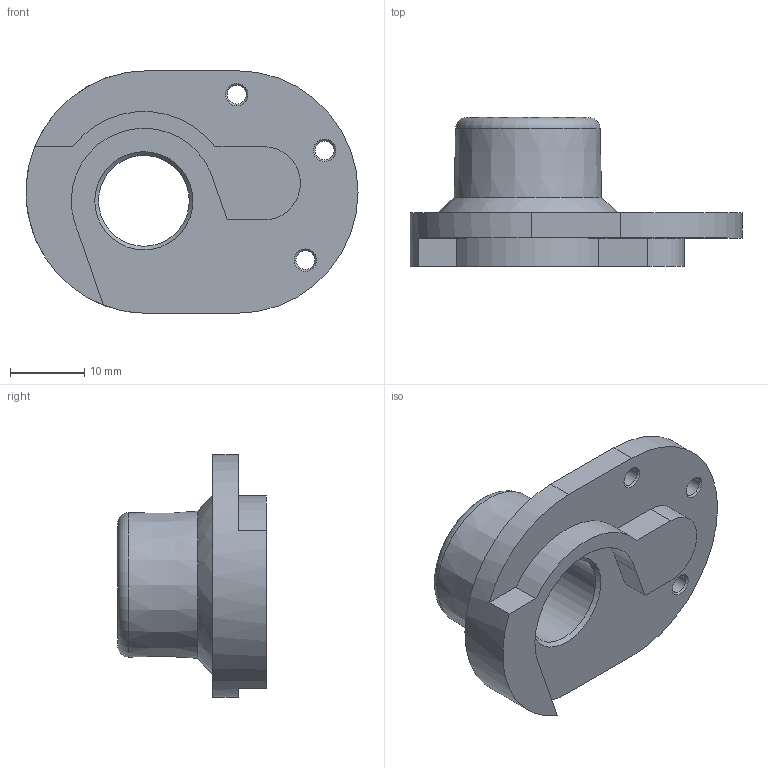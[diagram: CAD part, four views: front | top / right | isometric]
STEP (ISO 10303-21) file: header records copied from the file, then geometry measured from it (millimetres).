
FILE_DESCRIPTION(/* description */ (''),/* implementation_level */ '2;1');
FILE_NAME(/* name */ 'DHanger BT Hook EXT19 LeftHandSide-without-threads-chamfers.step',/* time_stamp */ '2021-11-30T17:17:24+01:00',/* author */ (''),/* organization */ (''),/* preprocessor_version */ 'ST-DEVELOPER v18.1',/* originating_system */ 'Autodesk Translation Framework v10.10.0.1391',/* authorisation */ '');
FILE_SCHEMA (('AUTOMOTIVE_DESIGN { 1 0 10303 214 3 1 1 }'));
Length unit declared in the file: millimetre
Products named in the file (1): DHanger BT Hook EXT19 LeftHandSide
Bounding box: 44.6 x 20 x 32.6 mm (x, y, z)
Volume: 7208 mm3; surface area: 4450.7 mm2
Topology: 1 solids, 1 shells, 29 faces, 75 edges, 49 vertices
Faces by surface type: plane 12, cylinder 9, cone 6, torus 1, bspline 1
Full cylindrical faces by diameter (mm): 2.529 x3, 12.2 x1
Entity records: 978 total; most frequent: CARTESIAN_POINT 180, DIRECTION 168, ORIENTED_EDGE 150, EDGE_CURVE 75, AXIS2_PLACEMENT_3D 64, VERTEX_POINT 49, LINE 40, VECTOR 40
